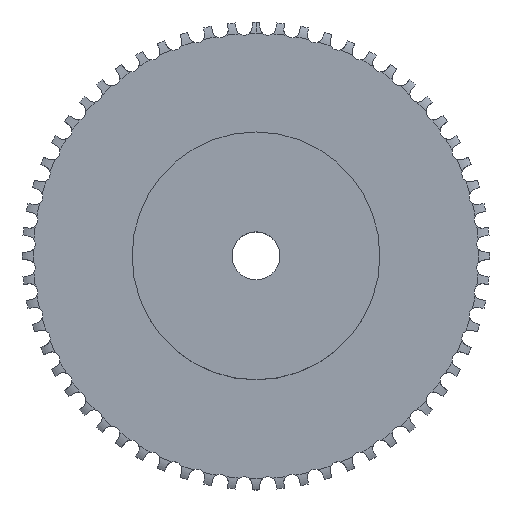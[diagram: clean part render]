
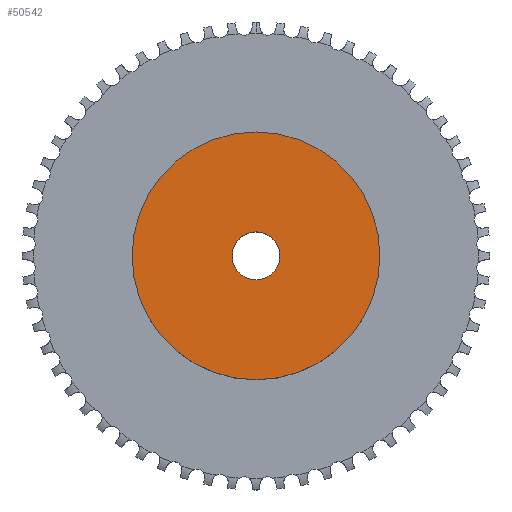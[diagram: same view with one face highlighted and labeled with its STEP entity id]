
A CAD part, top view. The second image highlights one B-rep face of the part: STEP entity #50542.
In plain terms, the highlighted planar face has unit normal (0, 0, 1).
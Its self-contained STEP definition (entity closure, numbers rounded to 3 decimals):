
#6491 = CYLINDRICAL_SURFACE('',#6492,6.);
#6492 = AXIS2_PLACEMENT_3D('',#6493,#6494,#6495);
#6493 = CARTESIAN_POINT('',(0.,0.,168.476));
#6494 = DIRECTION('',(0.,0.,1.));
#6495 = DIRECTION('',(1.,0.,-0.));
#11556 = CYLINDRICAL_SURFACE('',#11557,31.);
#11557 = AXIS2_PLACEMENT_3D('',#11558,#11559,#11560);
#11558 = CARTESIAN_POINT('',(0.,0.,0.));
#11559 = DIRECTION('',(-0.,-0.,-1.));
#11560 = DIRECTION('',(1.,0.,0.));
#39911 = EDGE_CURVE('',#39912,#39912,#39914,.T.);
#39912 = VERTEX_POINT('',#39913);
#39913 = CARTESIAN_POINT('',(6.,0.,18.7));
#39914 = SURFACE_CURVE('',#39915,(#39920,#39927),.PCURVE_S1.);
#39915 = CIRCLE('',#39916,6.);
#39916 = AXIS2_PLACEMENT_3D('',#39917,#39918,#39919);
#39917 = CARTESIAN_POINT('',(0.,0.,18.7));
#39918 = DIRECTION('',(0.,0.,1.));
#39919 = DIRECTION('',(1.,0.,-0.));
#39920 = PCURVE('',#6491,#39921);
#39921 = DEFINITIONAL_REPRESENTATION('',(#39922),#39926);
#39922 = LINE('',#39923,#39924);
#39923 = CARTESIAN_POINT('',(0.,-149.776));
#39924 = VECTOR('',#39925,1.);
#39925 = DIRECTION('',(1.,0.));
#39926 = ( GEOMETRIC_REPRESENTATION_CONTEXT(2) 
PARAMETRIC_REPRESENTATION_CONTEXT() REPRESENTATION_CONTEXT('2D SPACE',''
  ) );
#39927 = PCURVE('',#39928,#39933);
#39928 = PLANE('',#39929);
#39929 = AXIS2_PLACEMENT_3D('',#39930,#39931,#39932);
#39930 = CARTESIAN_POINT('',(0.,0.,18.7));
#39931 = DIRECTION('',(-0.,0.,1.));
#39932 = DIRECTION('',(0.,-1.,0.));
#39933 = DEFINITIONAL_REPRESENTATION('',(#39934),#39938);
#39934 = CIRCLE('',#39935,6.);
#39935 = AXIS2_PLACEMENT_2D('',#39936,#39937);
#39936 = CARTESIAN_POINT('',(0.,0.));
#39937 = DIRECTION('',(0.,1.));
#39938 = ( GEOMETRIC_REPRESENTATION_CONTEXT(2) 
PARAMETRIC_REPRESENTATION_CONTEXT() REPRESENTATION_CONTEXT('2D SPACE',''
  ) );
#46890 = VERTEX_POINT('',#46891);
#46891 = CARTESIAN_POINT('',(31.,0.,18.7));
#46912 = EDGE_CURVE('',#46890,#46890,#46913,.T.);
#46913 = SURFACE_CURVE('',#46914,(#46919,#46926),.PCURVE_S1.);
#46914 = CIRCLE('',#46915,31.);
#46915 = AXIS2_PLACEMENT_3D('',#46916,#46917,#46918);
#46916 = CARTESIAN_POINT('',(0.,0.,18.7));
#46917 = DIRECTION('',(0.,0.,1.));
#46918 = DIRECTION('',(1.,0.,0.));
#46919 = PCURVE('',#11556,#46920);
#46920 = DEFINITIONAL_REPRESENTATION('',(#46921),#46925);
#46921 = LINE('',#46922,#46923);
#46922 = CARTESIAN_POINT('',(-0.,-18.7));
#46923 = VECTOR('',#46924,1.);
#46924 = DIRECTION('',(-1.,0.));
#46925 = ( GEOMETRIC_REPRESENTATION_CONTEXT(2) 
PARAMETRIC_REPRESENTATION_CONTEXT() REPRESENTATION_CONTEXT('2D SPACE',''
  ) );
#46926 = PCURVE('',#39928,#46927);
#46927 = DEFINITIONAL_REPRESENTATION('',(#46928),#46932);
#46928 = CIRCLE('',#46929,31.);
#46929 = AXIS2_PLACEMENT_2D('',#46930,#46931);
#46930 = CARTESIAN_POINT('',(0.,0.));
#46931 = DIRECTION('',(0.,1.));
#46932 = ( GEOMETRIC_REPRESENTATION_CONTEXT(2) 
PARAMETRIC_REPRESENTATION_CONTEXT() REPRESENTATION_CONTEXT('2D SPACE',''
  ) );
#50542 = ADVANCED_FACE('',(#50543,#50546),#39928,.T.);
#50543 = FACE_BOUND('',#50544,.T.);
#50544 = EDGE_LOOP('',(#50545));
#50545 = ORIENTED_EDGE('',*,*,#46912,.T.);
#50546 = FACE_BOUND('',#50547,.T.);
#50547 = EDGE_LOOP('',(#50548));
#50548 = ORIENTED_EDGE('',*,*,#39911,.F.);
